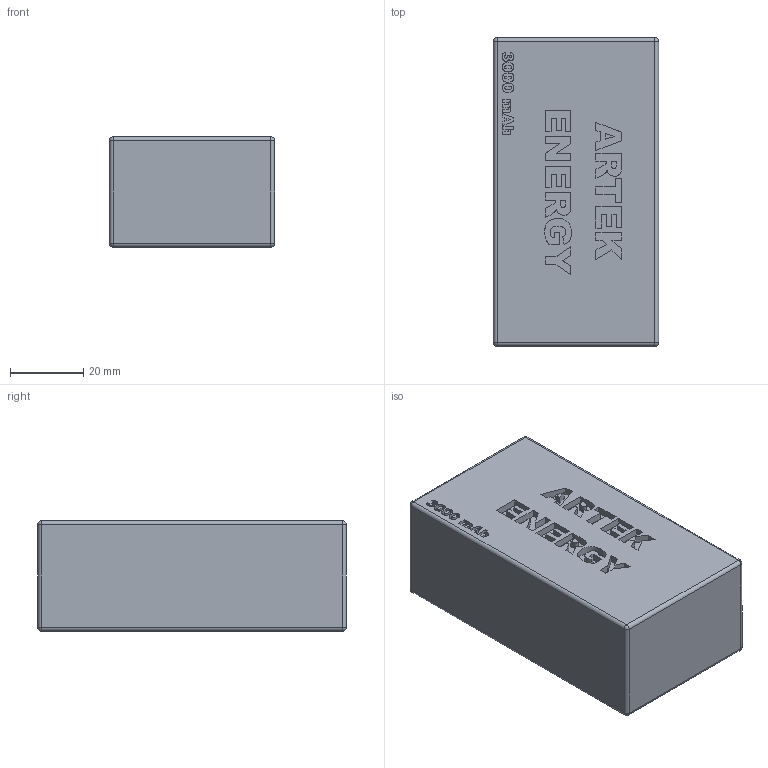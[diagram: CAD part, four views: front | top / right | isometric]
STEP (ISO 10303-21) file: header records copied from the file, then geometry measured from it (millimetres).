
FILE_DESCRIPTION(/* description */ (''),/* implementation_level */ '2;1');
FILE_NAME(/* name */ 'LiPO Battery v2.step',/* time_stamp */ '2025-07-15T10:11:06+05:30',/* author */ (''),/* organization */ (''),/* preprocessor_version */ 'ST-DEVELOPER v20.1',/* originating_system */ 'Autodesk Translation Framework v14.4.0.0',/* authorisation */ '');
FILE_SCHEMA (('AUTOMOTIVE_DESIGN { 1 0 10303 214 3 1 1 }'));
Length unit declared in the file: millimetre
Products named in the file (1): LiPO Battery
Bounding box: 45 x 84 x 30 mm (x, y, z)
Volume: 112509.6 mm3; surface area: 16037.2 mm2
Topology: 1 solids, 1 shells, 204 faces, 507 edges, 330 vertices
Faces by surface type: plane 156, bspline 28, cylinder 12, sphere 8
Entity records: 6828 total; most frequent: CARTESIAN_POINT 2110, ORIENTED_EDGE 1014, DIRECTION 829, EDGE_CURVE 507, LINE 427, VECTOR 427, VERTEX_POINT 330, EDGE_LOOP 229
